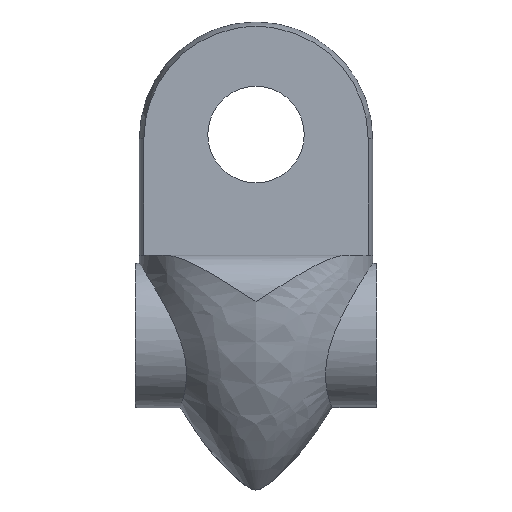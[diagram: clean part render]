
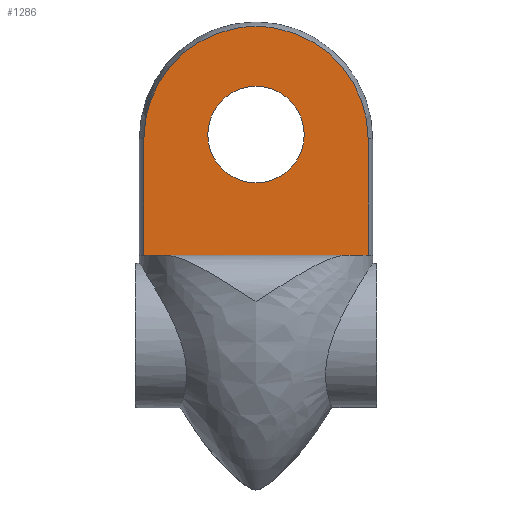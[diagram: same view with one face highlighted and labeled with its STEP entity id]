
A CAD part, front view. The second image highlights one B-rep face of the part: STEP entity #1286.
In plain terms, the highlighted planar face has unit normal (0, -1, 0).
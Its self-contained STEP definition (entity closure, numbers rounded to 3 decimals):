
#697=DIRECTION('',(0.,0.,1.));
#698=VECTOR('',#697,14.5);
#699=CARTESIAN_POINT('',(13.937,-4.,0.));
#700=LINE('',#699,#698);
#704=DIRECTION('',(-1.,0.,0.));
#705=VECTOR('',#704,27.875);
#706=CARTESIAN_POINT('',(13.937,-4.,0.));
#707=LINE('',#706,#705);
#711=DIRECTION('',(0.,0.,1.));
#712=VECTOR('',#711,14.5);
#713=CARTESIAN_POINT('',(-13.937,-4.,0.));
#714=LINE('',#713,#712);
#718=CARTESIAN_POINT('',(0.,-4.,15.));
#719=DIRECTION('',(0.,-1.,0.));
#720=DIRECTION('',(-1.,0.,0.));
#721=AXIS2_PLACEMENT_3D('',#718,#719,#720);
#726=CARTESIAN_POINT('',(0.,-4.,15.));
#727=DIRECTION('',(0.,-1.,0.));
#728=DIRECTION('',(1.,0.,0.));
#729=AXIS2_PLACEMENT_3D('',#726,#727,#728);
#734=CARTESIAN_POINT('',(0.,-4.,14.5));
#735=DIRECTION('',(0.,1.,0.));
#736=DIRECTION('',(-1.,0.,0.));
#737=AXIS2_PLACEMENT_3D('',#734,#735,#736);
#992=CARTESIAN_POINT('',(-13.937,-4.,14.5));
#993=CARTESIAN_POINT('',(13.937,-4.,14.5));
#994=VERTEX_POINT('',#992);
#995=VERTEX_POINT('',#993);
#996=CARTESIAN_POINT('',(-13.937,-4.,0.));
#997=VERTEX_POINT('',#996);
#998=CARTESIAN_POINT('',(13.937,-4.,0.));
#999=VERTEX_POINT('',#998);
#1012=CARTESIAN_POINT('',(-6.,-4.,15.));
#1013=CARTESIAN_POINT('',(6.,-4.,15.));
#1014=VERTEX_POINT('',#1012);
#1015=VERTEX_POINT('',#1013);
#1268=CARTESIAN_POINT('',(17.4,-4.,0.));
#1269=DIRECTION('',(0.,1.,0.));
#1270=DIRECTION('',(0.,0.,1.));
#1271=AXIS2_PLACEMENT_3D('',#1268,#1269,#1270);
#1272=PLANE('',#1271);
#1274=ORIENTED_EDGE('',*,*,#1273,.T.);
#1275=ORIENTED_EDGE('',*,*,#1167,.F.);
#1276=ORIENTED_EDGE('',*,*,#1262,.T.);
#1277=ORIENTED_EDGE('',*,*,#1184,.T.);
#1278=EDGE_LOOP('',(#1274,#1275,#1276,#1277));
#1279=FACE_OUTER_BOUND('',#1278,.F.);
#1281=ORIENTED_EDGE('',*,*,#1280,.T.);
#1283=ORIENTED_EDGE('',*,*,#1282,.T.);
#1284=EDGE_LOOP('',(#1281,#1283));
#1285=FACE_BOUND('',#1284,.F.);
#722=CIRCLE('',#721,6.);
#730=CIRCLE('',#729,6.);
#738=CIRCLE('',#737,13.937);
#1167=EDGE_CURVE('',#999,#995,#700,.T.);
#1184=EDGE_CURVE('',#997,#994,#714,.T.);
#1262=EDGE_CURVE('',#999,#997,#707,.T.);
#1273=EDGE_CURVE('',#994,#995,#738,.T.);
#1280=EDGE_CURVE('',#1014,#1015,#722,.T.);
#1282=EDGE_CURVE('',#1015,#1014,#730,.T.);
#1286=ADVANCED_FACE('',(#1279,#1285),#1272,.F.);
